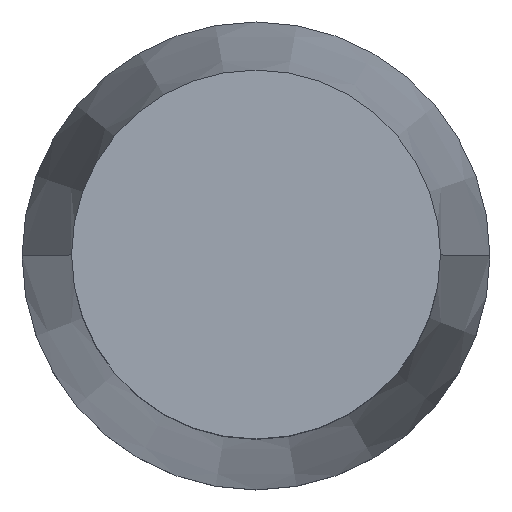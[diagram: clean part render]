
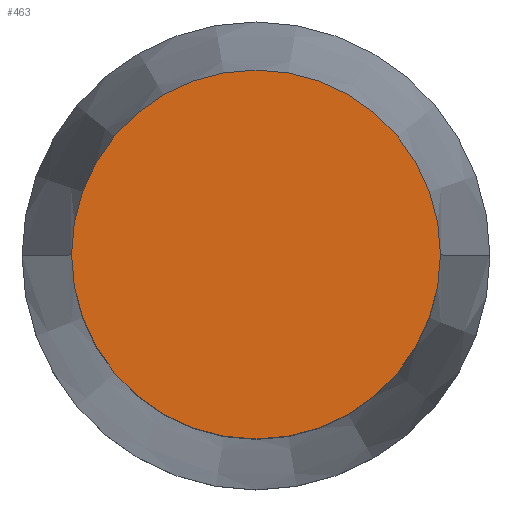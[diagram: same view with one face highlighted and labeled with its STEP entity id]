
A CAD part, top view. The second image highlights one B-rep face of the part: STEP entity #463.
In plain terms, the highlighted planar face has unit normal (0, 0, 1).
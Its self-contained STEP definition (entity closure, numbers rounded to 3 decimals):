
#6 = CARTESIAN_POINT ( 'NONE',  ( 0., 0., 0. ) ) ;
#28 = CIRCLE ( 'NONE', #569, 10.25 ) ;
#35 = FACE_OUTER_BOUND ( 'NONE', #136, .T. ) ;
#62 = AXIS2_PLACEMENT_3D ( 'NONE', #86, #419, #470 ) ;
#66 = DIRECTION ( 'NONE',  ( 1., 0., 0. ) ) ;
#79 = PLANE ( 'NONE',  #62 ) ;
#86 = CARTESIAN_POINT ( 'NONE',  ( 0., 0., 0. ) ) ;
#136 = EDGE_LOOP ( 'NONE', ( #511, #656 ) ) ;
#214 = EDGE_CURVE ( 'NONE', #583, #553, #28, .T. ) ;
#225 = DIRECTION ( 'NONE',  ( 0., 0., 1. ) ) ;
#291 = CARTESIAN_POINT ( 'NONE',  ( 0., 0., 0. ) ) ;
#373 = AXIS2_PLACEMENT_3D ( 'NONE', #291, #225, #453 ) ;
#379 = CIRCLE ( 'NONE', #373, 10.25 ) ;
#407 = DIRECTION ( 'NONE',  ( 0., 0., 1. ) ) ;
#419 = DIRECTION ( 'NONE',  ( 0., 0., -1. ) ) ;
#453 = DIRECTION ( 'NONE',  ( 1., 0., 0. ) ) ;
#463 = ADVANCED_FACE ( 'NONE', ( #35 ), #79, .F. ) ;
#470 = DIRECTION ( 'NONE',  ( -1., 0., 0. ) ) ;
#511 = ORIENTED_EDGE ( 'NONE', *, *, #600, .T. ) ;
#553 = VERTEX_POINT ( 'NONE', #594 ) ;
#569 = AXIS2_PLACEMENT_3D ( 'NONE', #6, #407, #66 ) ;
#583 = VERTEX_POINT ( 'NONE', #623 ) ;
#594 = CARTESIAN_POINT ( 'NONE',  ( 10.25, 0., 0. ) ) ;
#600 = EDGE_CURVE ( 'NONE', #553, #583, #379, .T. ) ;
#623 = CARTESIAN_POINT ( 'NONE',  ( -10.25, 0., 0. ) ) ;
#656 = ORIENTED_EDGE ( 'NONE', *, *, #214, .T. ) ;
